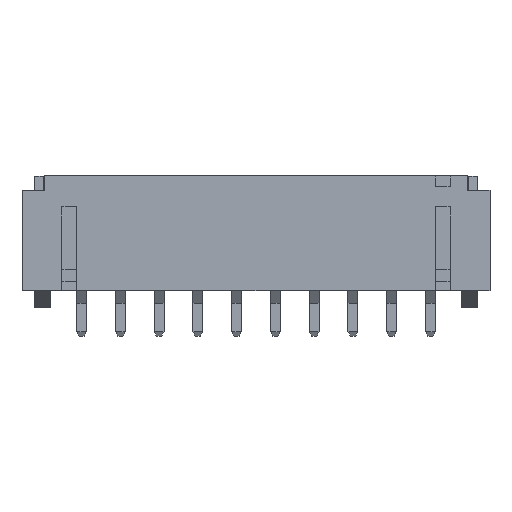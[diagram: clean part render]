
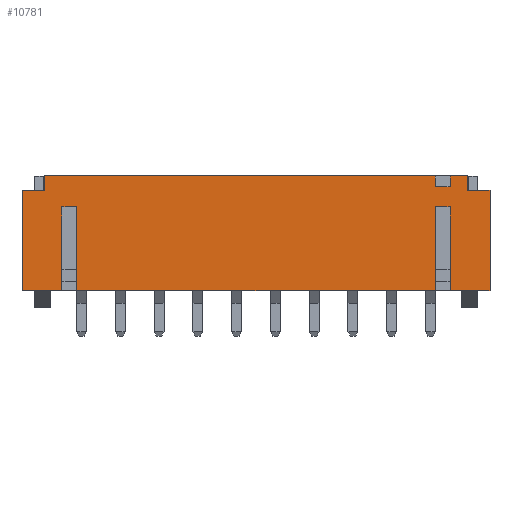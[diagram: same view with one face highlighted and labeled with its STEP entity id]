
A CAD part, top view. The second image highlights one B-rep face of the part: STEP entity #10781.
In plain terms, the highlighted planar face has unit normal (0, 0, 1).
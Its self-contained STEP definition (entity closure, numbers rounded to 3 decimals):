
#410=ORIENTED_EDGE('',*,*,#2641,.F.);
#411=ORIENTED_EDGE('',*,*,#2642,.F.);
#412=ORIENTED_EDGE('',*,*,#2643,.F.);
#413=ORIENTED_EDGE('',*,*,#2604,.F.);
#414=ORIENTED_EDGE('',*,*,#2644,.F.);
#415=ORIENTED_EDGE('',*,*,#2645,.T.);
#416=ORIENTED_EDGE('',*,*,#2646,.T.);
#417=ORIENTED_EDGE('',*,*,#2628,.T.);
#418=ORIENTED_EDGE('',*,*,#2647,.T.);
#419=ORIENTED_EDGE('',*,*,#2648,.T.);
#420=ORIENTED_EDGE('',*,*,#2649,.T.);
#421=ORIENTED_EDGE('',*,*,#2650,.T.);
#422=ORIENTED_EDGE('',*,*,#2651,.T.);
#423=ORIENTED_EDGE('',*,*,#2652,.T.);
#424=ORIENTED_EDGE('',*,*,#2653,.T.);
#425=ORIENTED_EDGE('',*,*,#2640,.T.);
#426=ORIENTED_EDGE('',*,*,#2654,.T.);
#427=ORIENTED_EDGE('',*,*,#2655,.F.);
#428=ORIENTED_EDGE('',*,*,#2656,.T.);
#429=ORIENTED_EDGE('',*,*,#2600,.F.);
#2600=EDGE_CURVE('',#3715,#3716,#4435,.T.);
#2604=EDGE_CURVE('',#3719,#3720,#4439,.T.);
#2628=EDGE_CURVE('',#3743,#3742,#4463,.T.);
#2640=EDGE_CURVE('',#3736,#3754,#4475,.T.);
#2641=EDGE_CURVE('',#3755,#3715,#4476,.T.);
#2642=EDGE_CURVE('',#3756,#3755,#4477,.T.);
#2643=EDGE_CURVE('',#3720,#3756,#4478,.T.);
#2644=EDGE_CURVE('',#3757,#3719,#4479,.T.);
#2645=EDGE_CURVE('',#3757,#3758,#4480,.T.);
#2646=EDGE_CURVE('',#3758,#3743,#4481,.T.);
#2647=EDGE_CURVE('',#3742,#3759,#4482,.T.);
#2648=EDGE_CURVE('',#3759,#3760,#4483,.T.);
#2649=EDGE_CURVE('',#3760,#3761,#4484,.T.);
#2650=EDGE_CURVE('',#3761,#3762,#4485,.T.);
#2651=EDGE_CURVE('',#3762,#3763,#4486,.T.);
#2652=EDGE_CURVE('',#3763,#3764,#4487,.T.);
#2653=EDGE_CURVE('',#3764,#3736,#4488,.T.);
#2654=EDGE_CURVE('',#3754,#3765,#4489,.T.);
#2655=EDGE_CURVE('',#3766,#3765,#4490,.T.);
#2656=EDGE_CURVE('',#3766,#3716,#4491,.T.);
#3715=VERTEX_POINT('',#13418);
#3716=VERTEX_POINT('',#13420);
#3719=VERTEX_POINT('',#13426);
#3720=VERTEX_POINT('',#13428);
#3736=VERTEX_POINT('',#13465);
#3742=VERTEX_POINT('',#13477);
#3743=VERTEX_POINT('',#13479);
#3754=VERTEX_POINT('',#13501);
#3755=VERTEX_POINT('',#13505);
#3756=VERTEX_POINT('',#13507);
#3757=VERTEX_POINT('',#13510);
#3758=VERTEX_POINT('',#13512);
#3759=VERTEX_POINT('',#13515);
#3760=VERTEX_POINT('',#13517);
#3761=VERTEX_POINT('',#13519);
#3762=VERTEX_POINT('',#13521);
#3763=VERTEX_POINT('',#13523);
#3764=VERTEX_POINT('',#13525);
#3765=VERTEX_POINT('',#13528);
#3766=VERTEX_POINT('',#13530);
#4435=LINE('',#13419,#5286);
#4439=LINE('',#13427,#5290);
#4463=LINE('',#13478,#5314);
#4475=LINE('',#13502,#5326);
#4476=LINE('',#13504,#5327);
#4477=LINE('',#13506,#5328);
#4478=LINE('',#13508,#5329);
#4479=LINE('',#13509,#5330);
#4480=LINE('',#13511,#5331);
#4481=LINE('',#13513,#5332);
#4482=LINE('',#13514,#5333);
#4483=LINE('',#13516,#5334);
#4484=LINE('',#13518,#5335);
#4485=LINE('',#13520,#5336);
#4486=LINE('',#13522,#5337);
#4487=LINE('',#13524,#5338);
#4488=LINE('',#13526,#5339);
#4489=LINE('',#13527,#5340);
#4490=LINE('',#13529,#5341);
#4491=LINE('',#13531,#5342);
#5286=VECTOR('',#11709,1000.);
#5290=VECTOR('',#11713,1000.);
#5314=VECTOR('',#11745,1000.);
#5326=VECTOR('',#11757,1000.);
#5327=VECTOR('',#11760,1000.);
#5328=VECTOR('',#11761,1000.);
#5329=VECTOR('',#11762,1000.);
#5330=VECTOR('',#11763,1000.);
#5331=VECTOR('',#11764,1000.);
#5332=VECTOR('',#11765,1000.);
#5333=VECTOR('',#11766,1000.);
#5334=VECTOR('',#11767,1000.);
#5335=VECTOR('',#11768,1000.);
#5336=VECTOR('',#11769,1000.);
#5337=VECTOR('',#11770,1000.);
#5338=VECTOR('',#11771,1000.);
#5339=VECTOR('',#11772,1000.);
#5340=VECTOR('',#11773,1000.);
#5341=VECTOR('',#11774,1000.);
#5342=VECTOR('',#11775,1000.);
#6127=EDGE_LOOP('',(#410,#411,#412,#413,#414,#415,#416,#417,#418,#419,#420,
#421,#422,#423,#424,#425,#426,#427,#428,#429));
#6626=FACE_BOUND('',#6127,.T.);
#7124=PLANE('',#11268);
#10781=ADVANCED_FACE('',(#6626),#7124,.T.);
#11268=AXIS2_PLACEMENT_3D('',#13503,#11758,#11759);
#11709=DIRECTION('',(1.,0.,0.));
#11713=DIRECTION('',(1.,0.,0.));
#11745=DIRECTION('',(1.,0.,0.));
#11757=DIRECTION('',(1.,0.,0.));
#11758=DIRECTION('',(0.,0.,1.));
#11759=DIRECTION('',(1.,0.,0.));
#11760=DIRECTION('',(0.,1.,0.));
#11761=DIRECTION('',(1.,0.,0.));
#11762=DIRECTION('',(0.,-1.,0.));
#11763=DIRECTION('',(0.,1.,0.));
#11764=DIRECTION('',(-1.,0.,0.));
#11765=DIRECTION('',(0.,-1.,0.));
#11766=DIRECTION('',(0.,1.,0.));
#11767=DIRECTION('',(1.,0.,0.));
#11768=DIRECTION('',(0.,-1.,0.));
#11769=DIRECTION('',(1.,0.,0.));
#11770=DIRECTION('',(0.,1.,0.));
#11771=DIRECTION('',(1.,0.,0.));
#11772=DIRECTION('',(0.,-1.,0.));
#11773=DIRECTION('',(0.,1.,0.));
#11774=DIRECTION('',(1.,0.,0.));
#11775=DIRECTION('',(0.,1.,0.));
#13418=CARTESIAN_POINT('',(10.016,8.255,5.385));
#13419=CARTESIAN_POINT('',(-10.905,8.255,5.385));
#13420=CARTESIAN_POINT('',(10.905,8.255,5.385));
#13426=CARTESIAN_POINT('',(-10.905,8.255,5.385));
#13427=CARTESIAN_POINT('',(-10.905,8.255,5.385));
#13428=CARTESIAN_POINT('',(9.254,8.255,5.385));
#13465=CARTESIAN_POINT('',(10.016,2.337,5.385));
#13477=CARTESIAN_POINT('',(-10.016,2.337,5.385));
#13478=CARTESIAN_POINT('',(-10.905,2.337,5.385));
#13479=CARTESIAN_POINT('',(-12.073,2.337,5.385));
#13501=CARTESIAN_POINT('',(12.073,2.337,5.385));
#13502=CARTESIAN_POINT('',(-10.905,2.337,5.385));
#13503=CARTESIAN_POINT('',(-10.905,2.337,5.385));
#13504=CARTESIAN_POINT('',(10.016,7.702,5.385));
#13505=CARTESIAN_POINT('',(10.016,7.702,5.385));
#13506=CARTESIAN_POINT('',(10.016,7.702,5.385));
#13507=CARTESIAN_POINT('',(9.254,7.702,5.385));
#13508=CARTESIAN_POINT('',(9.254,7.702,5.385));
#13509=CARTESIAN_POINT('',(-10.905,2.337,5.385));
#13510=CARTESIAN_POINT('',(-10.905,7.521,5.385));
#13511=CARTESIAN_POINT('',(-10.6,7.521,5.385));
#13512=CARTESIAN_POINT('',(-12.073,7.521,5.385));
#13513=CARTESIAN_POINT('',(-12.073,7.521,5.385));
#13514=CARTESIAN_POINT('',(-10.016,2.337,5.385));
#13515=CARTESIAN_POINT('',(-10.016,6.655,5.385));
#13516=CARTESIAN_POINT('',(-10.016,6.655,5.385));
#13517=CARTESIAN_POINT('',(-9.254,6.655,5.385));
#13518=CARTESIAN_POINT('',(-9.254,6.655,5.385));
#13519=CARTESIAN_POINT('',(-9.254,2.337,5.385));
#13520=CARTESIAN_POINT('',(-10.905,2.337,5.385));
#13521=CARTESIAN_POINT('',(9.254,2.337,5.385));
#13522=CARTESIAN_POINT('',(9.254,2.337,5.385));
#13523=CARTESIAN_POINT('',(9.254,6.655,5.385));
#13524=CARTESIAN_POINT('',(9.254,6.655,5.385));
#13525=CARTESIAN_POINT('',(10.016,6.655,5.385));
#13526=CARTESIAN_POINT('',(10.016,6.655,5.385));
#13527=CARTESIAN_POINT('',(12.073,2.337,5.385));
#13528=CARTESIAN_POINT('',(12.073,7.521,5.385));
#13529=CARTESIAN_POINT('',(10.6,7.521,5.385));
#13530=CARTESIAN_POINT('',(10.905,7.521,5.385));
#13531=CARTESIAN_POINT('',(10.905,2.337,5.385));
